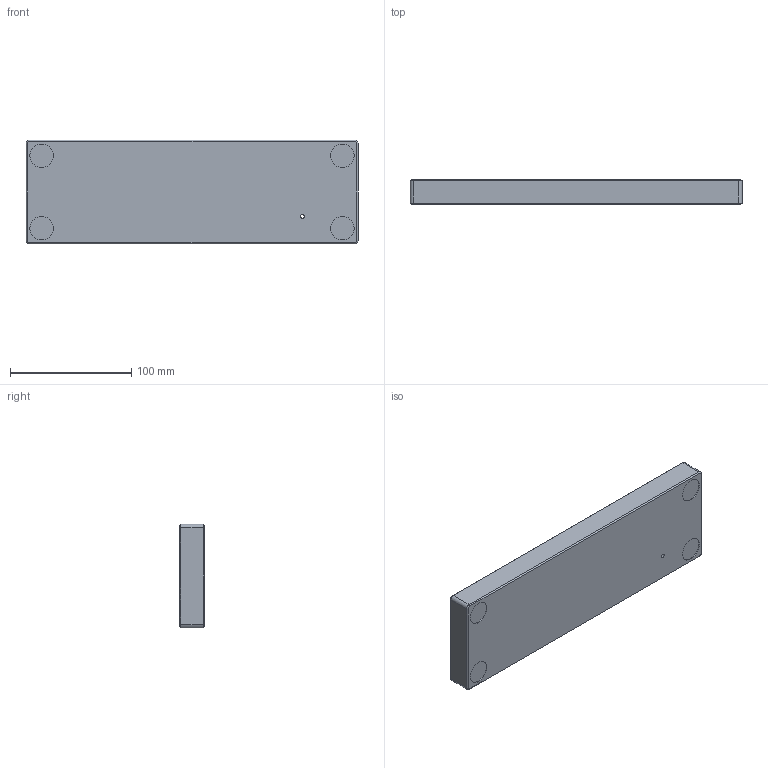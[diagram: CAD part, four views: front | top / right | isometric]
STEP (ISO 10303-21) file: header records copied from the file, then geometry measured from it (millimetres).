
FILE_DESCRIPTION(/* description */ (''),/* implementation_level */ '2;1');
FILE_NAME(/* name */ 'antiboycott.step',/* time_stamp */ '2020-08-11T21:00:38-07:00',/* author */ (''),/* organization */ (''),/* preprocessor_version */ 'ST-DEVELOPER v18.1',/* originating_system */ 'Autodesk Translation Framework v9.3.0.1241',/* authorisation */ '');
FILE_SCHEMA (('AUTOMOTIVE_DESIGN { 1 0 10303 214 3 1 1 }'));
Length unit declared in the file: millimetre
Products named in the file (1): ruski45
Bounding box: 274.2 x 20.5 x 85.7 mm (x, y, z)
Volume: 135878.8 mm3; surface area: 72904.3 mm2
Topology: 1 solids, 1 shells, 173 faces, 436 edges, 271 vertices
Faces by surface type: plane 108, cylinder 44, cone 21
Full cylindrical faces by diameter (mm): 1.623 x5, 3.175 x1, 4 x5, 19.55 x4
Entity records: 5132 total; most frequent: CARTESIAN_POINT 906, DIRECTION 877, ORIENTED_EDGE 858, EDGE_CURVE 429, LINE 321, VECTOR 321, AXIS2_PLACEMENT_3D 278, VERTEX_POINT 271
